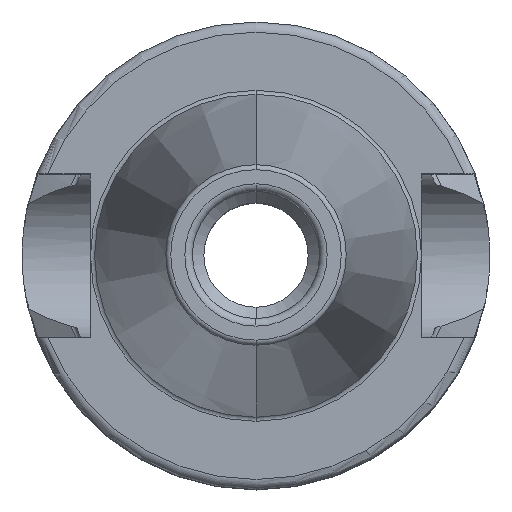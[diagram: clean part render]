
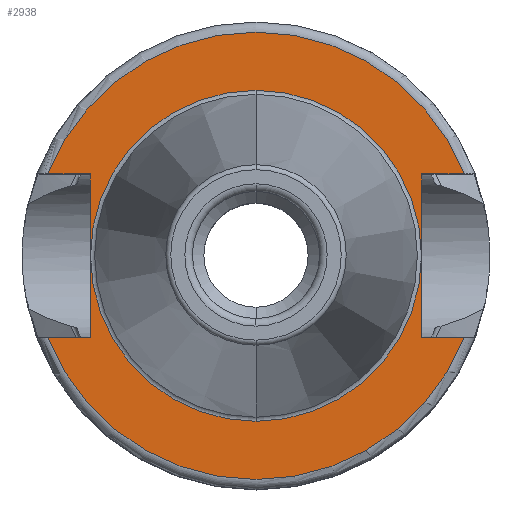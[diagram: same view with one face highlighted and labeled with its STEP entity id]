
A CAD part, top view. The second image highlights one B-rep face of the part: STEP entity #2938.
In plain terms, the highlighted planar face has unit normal (0, 0, 1).
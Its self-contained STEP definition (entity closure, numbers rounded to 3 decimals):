
#937=DIRECTION('',(1,0,0));
#938=VECTOR('',#937,4.174);
#939=CARTESIAN_POINT('',(-20.474,-8.05,20));
#940=LINE('',#939,#938);
#941=DIRECTION('',(0,1,0));
#942=VECTOR('',#941,16.1);
#943=CARTESIAN_POINT('',(-16.3,-8.05,20));
#944=LINE('',#943,#942);
#945=DIRECTION('',(1,0,0));
#946=VECTOR('',#945,4.174);
#947=CARTESIAN_POINT('',(-20.474,8.05,20));
#948=LINE('',#947,#946);
#949=DIRECTION('',(-1,0,0));
#950=VECTOR('',#949,4.174);
#951=CARTESIAN_POINT('',(20.474,8.05,20));
#952=LINE('',#951,#950);
#953=DIRECTION('',(0,-1,0));
#954=VECTOR('',#953,16.1);
#955=CARTESIAN_POINT('',(16.3,8.05,20));
#956=LINE('',#955,#954);
#957=DIRECTION('',(-1,0,0));
#958=VECTOR('',#957,4.174);
#959=CARTESIAN_POINT('',(20.474,-8.05,20));
#960=LINE('',#959,#958);
#971=CARTESIAN_POINT('',(0,0,20));
#972=DIRECTION('',(0,0,1));
#973=DIRECTION('',(0,1,0));
#974=AXIS2_PLACEMENT_3D('',#971,#972,#973);
#976=CARTESIAN_POINT('',(0,0,20));
#977=DIRECTION('',(0,0,-1));
#978=DIRECTION('',(0,1,0));
#979=AXIS2_PLACEMENT_3D('',#976,#977,#978);
#1234=CARTESIAN_POINT('',(0,0,20));
#1235=DIRECTION('',(0,0,1));
#1236=DIRECTION('',(-0.931,-0.366,0));
#1237=AXIS2_PLACEMENT_3D('',#1234,#1235,#1236);
#1251=CARTESIAN_POINT('',(0,0,20));
#1252=DIRECTION('',(0,0,1));
#1253=DIRECTION('',(0.931,0.366,0));
#1254=AXIS2_PLACEMENT_3D('',#1251,#1252,#1253);
#1473=CARTESIAN_POINT('',(-20.474,-8.05,20));
#1474=CARTESIAN_POINT('',(-16.3,-8.05,20));
#1475=VERTEX_POINT('',#1473);
#1476=VERTEX_POINT('',#1474);
#1477=CARTESIAN_POINT('',(-16.3,8.05,20));
#1478=VERTEX_POINT('',#1477);
#1479=CARTESIAN_POINT('',(-20.474,8.05,20));
#1480=VERTEX_POINT('',#1479);
#1481=CARTESIAN_POINT('',(16.3,8.05,20));
#1482=CARTESIAN_POINT('',(16.3,-8.05,20));
#1483=VERTEX_POINT('',#1481);
#1484=VERTEX_POINT('',#1482);
#1485=CARTESIAN_POINT('',(20.474,-8.05,20));
#1486=VERTEX_POINT('',#1485);
#1487=CARTESIAN_POINT('',(20.474,8.05,20));
#1488=VERTEX_POINT('',#1487);
#1531=CARTESIAN_POINT('',(0,16.275,20));
#1533=VERTEX_POINT('',#1531);
#1537=CARTESIAN_POINT('',(0,-16.275,20));
#1539=VERTEX_POINT('',#1537);
#2915=CARTESIAN_POINT('',(0,0,20));
#2916=DIRECTION('',(0,0,-1));
#2917=DIRECTION('',(0,-1,0));
#2918=AXIS2_PLACEMENT_3D('',#2915,#2916,#2917);
#2919=PLANE('',#2918);
#2920=ORIENTED_EDGE('',*,*,#2906,.T.);
#2921=ORIENTED_EDGE('',*,*,#2731,.T.);
#2922=ORIENTED_EDGE('',*,*,#2750,.F.);
#2924=ORIENTED_EDGE('',*,*,#2923,.F.);
#2925=ORIENTED_EDGE('',*,*,#2831,.T.);
#2926=ORIENTED_EDGE('',*,*,#2849,.T.);
#2927=ORIENTED_EDGE('',*,*,#2866,.F.);
#2929=ORIENTED_EDGE('',*,*,#2928,.F.);
#2930=EDGE_LOOP('',(#2920,#2921,#2922,#2924,#2925,#2926,#2927,#2929));
#2931=FACE_OUTER_BOUND('',#2930,.F.);
#2933=ORIENTED_EDGE('',*,*,#2932,.T.);
#2935=ORIENTED_EDGE('',*,*,#2934,.F.);
#2936=EDGE_LOOP('',(#2933,#2935));
#2937=FACE_BOUND('',#2936,.F.);
#2938=ADVANCED_FACE('',(#2931,#2937),#2919,.F.);
#975=CIRCLE('',#974,16.275);
#980=CIRCLE('',#979,16.275);
#1238=CIRCLE('',#1237,22);
#1255=CIRCLE('',#1254,22);
#2731=EDGE_CURVE('',#1476,#1478,#944,.T.);
#2750=EDGE_CURVE('',#1480,#1478,#948,.T.);
#2831=EDGE_CURVE('',#1488,#1483,#952,.T.);
#2849=EDGE_CURVE('',#1483,#1484,#956,.T.);
#2866=EDGE_CURVE('',#1486,#1484,#960,.T.);
#2906=EDGE_CURVE('',#1475,#1476,#940,.T.);
#2923=EDGE_CURVE('',#1488,#1480,#1255,.T.);
#2928=EDGE_CURVE('',#1475,#1486,#1238,.T.);
#2932=EDGE_CURVE('',#1533,#1539,#975,.T.);
#2934=EDGE_CURVE('',#1533,#1539,#980,.T.);
